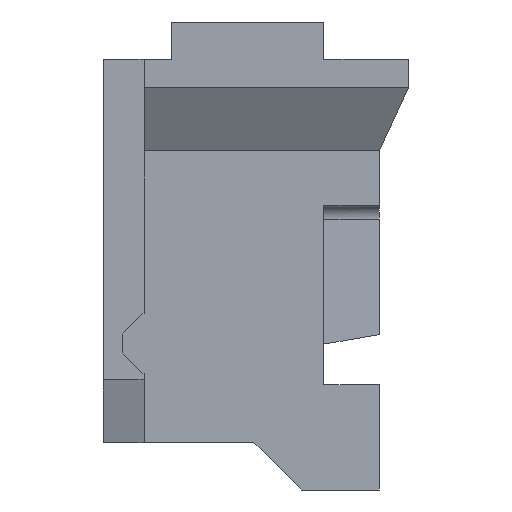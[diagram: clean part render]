
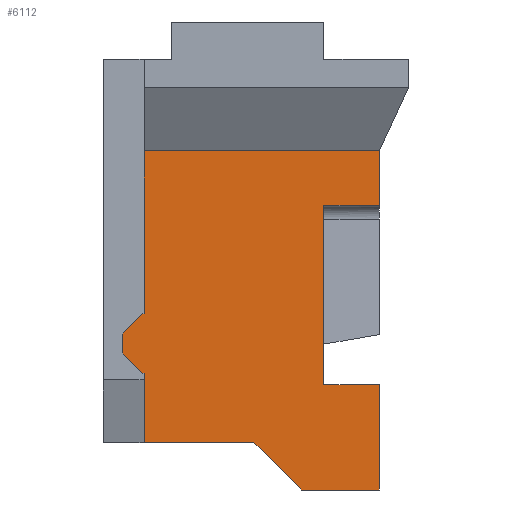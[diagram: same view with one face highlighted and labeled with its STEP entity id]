
A CAD part, left-side view. The second image highlights one B-rep face of the part: STEP entity #6112.
In plain terms, the highlighted planar face has unit normal (-1, 0, 0).
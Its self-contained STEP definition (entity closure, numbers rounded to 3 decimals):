
#266=ORIENTED_EDGE('',*,*,#2083,.F.);
#267=ORIENTED_EDGE('',*,*,#2084,.T.);
#268=ORIENTED_EDGE('',*,*,#2085,.T.);
#269=ORIENTED_EDGE('',*,*,#2076,.F.);
#270=ORIENTED_EDGE('',*,*,#2086,.F.);
#271=ORIENTED_EDGE('',*,*,#2087,.F.);
#272=ORIENTED_EDGE('',*,*,#2088,.T.);
#273=ORIENTED_EDGE('',*,*,#1995,.T.);
#274=ORIENTED_EDGE('',*,*,#2089,.F.);
#275=ORIENTED_EDGE('',*,*,#2090,.T.);
#276=ORIENTED_EDGE('',*,*,#2091,.T.);
#277=ORIENTED_EDGE('',*,*,#2023,.T.);
#278=ORIENTED_EDGE('',*,*,#2092,.F.);
#279=ORIENTED_EDGE('',*,*,#2080,.F.);
#280=ORIENTED_EDGE('',*,*,#2093,.F.);
#281=ORIENTED_EDGE('',*,*,#2094,.T.);
#1995=EDGE_CURVE('',#2899,#2905,#3493,.T.);
#2023=EDGE_CURVE('',#2931,#2865,#3521,.T.);
#2076=EDGE_CURVE('',#2979,#2980,#3562,.T.);
#2080=EDGE_CURVE('',#2983,#2984,#3566,.T.);
#2083=EDGE_CURVE('',#2986,#2987,#3569,.T.);
#2084=EDGE_CURVE('',#2986,#2988,#3570,.T.);
#2085=EDGE_CURVE('',#2988,#2980,#3571,.T.);
#2086=EDGE_CURVE('',#2989,#2979,#3572,.T.);
#2087=EDGE_CURVE('',#2990,#2989,#3573,.T.);
#2088=EDGE_CURVE('',#2990,#2899,#3574,.T.);
#2089=EDGE_CURVE('',#2991,#2905,#3575,.T.);
#2090=EDGE_CURVE('',#2991,#2992,#3576,.T.);
#2091=EDGE_CURVE('',#2992,#2931,#3577,.T.);
#2092=EDGE_CURVE('',#2984,#2865,#3578,.T.);
#2093=EDGE_CURVE('',#2993,#2983,#3579,.T.);
#2094=EDGE_CURVE('',#2993,#2987,#3580,.T.);
#2865=VERTEX_POINT('',#8469);
#2899=VERTEX_POINT('',#8543);
#2905=VERTEX_POINT('',#8555);
#2931=VERTEX_POINT('',#8614);
#2979=VERTEX_POINT('',#8716);
#2980=VERTEX_POINT('',#8718);
#2983=VERTEX_POINT('',#8724);
#2984=VERTEX_POINT('',#8726);
#2986=VERTEX_POINT('',#8732);
#2987=VERTEX_POINT('',#8733);
#2988=VERTEX_POINT('',#8735);
#2989=VERTEX_POINT('',#8738);
#2990=VERTEX_POINT('',#8740);
#2991=VERTEX_POINT('',#8743);
#2992=VERTEX_POINT('',#8745);
#2993=VERTEX_POINT('',#8749);
#3493=LINE('',#8556,#4371);
#3521=LINE('',#8613,#4399);
#3562=LINE('',#8717,#4440);
#3566=LINE('',#8725,#4444);
#3569=LINE('',#8731,#4447);
#3570=LINE('',#8734,#4448);
#3571=LINE('',#8736,#4449);
#3572=LINE('',#8737,#4450);
#3573=LINE('',#8739,#4451);
#3574=LINE('',#8741,#4452);
#3575=LINE('',#8742,#4453);
#3576=LINE('',#8744,#4454);
#3577=LINE('',#8746,#4455);
#3578=LINE('',#8747,#4456);
#3579=LINE('',#8748,#4457);
#3580=LINE('',#8750,#4458);
#4371=VECTOR('',#6893,1000.);
#4399=VECTOR('',#6929,1000.);
#4440=VECTOR('',#6998,1000.);
#4444=VECTOR('',#7002,1000.);
#4447=VECTOR('',#7007,1000.);
#4448=VECTOR('',#7008,1000.);
#4449=VECTOR('',#7009,1000.);
#4450=VECTOR('',#7010,1000.);
#4451=VECTOR('',#7011,1000.);
#4452=VECTOR('',#7012,1000.);
#4453=VECTOR('',#7013,1000.);
#4454=VECTOR('',#7014,1000.);
#4455=VECTOR('',#7015,1000.);
#4456=VECTOR('',#7016,1000.);
#4457=VECTOR('',#7017,1000.);
#4458=VECTOR('',#7018,1000.);
#5170=EDGE_LOOP('',(#266,#267,#268,#269,#270,#271,#272,#273,#274,#275,#276,
#277,#278,#279,#280,#281));
#5490=FACE_BOUND('',#5170,.T.);
#5810=PLANE('',#6453);
#6112=ADVANCED_FACE('',(#5490),#5810,.F.);
#6453=AXIS2_PLACEMENT_3D('',#8730,#7005,#7006);
#6893=DIRECTION('',(0.,0.,1.));
#6929=DIRECTION('',(0.,0.,1.));
#6998=DIRECTION('',(0.,0.,1.));
#7002=DIRECTION('',(0.,0.,1.));
#7005=DIRECTION('',(1.,0.,0.));
#7006=DIRECTION('',(0.,0.,-1.));
#7007=DIRECTION('',(0.,0.,1.));
#7008=DIRECTION('',(0.,-0.707,-0.707));
#7009=DIRECTION('',(0.,-1.,0.));
#7010=DIRECTION('',(0.,1.,0.));
#7011=DIRECTION('',(0.,0.707,0.707));
#7012=DIRECTION('',(0.,-1.,0.));
#7013=DIRECTION('',(0.,-1.,0.));
#7014=DIRECTION('',(0.,0.,1.));
#7015=DIRECTION('',(0.,-1.,0.));
#7016=DIRECTION('',(0.,-1.,0.));
#7017=DIRECTION('',(0.,-1.,0.));
#7018=DIRECTION('',(0.,0.707,-0.707));
#8469=CARTESIAN_POINT('',(-6.3,-1.52,1.2));
#8543=CARTESIAN_POINT('',(-6.3,-1.52,-3.8));
#8555=CARTESIAN_POINT('',(-6.3,-1.52,-2.25));
#8556=CARTESIAN_POINT('',(-6.3,-1.52,-3.8));
#8613=CARTESIAN_POINT('',(-6.3,-1.52,-3.8));
#8614=CARTESIAN_POINT('',(-6.3,-1.52,0.395));
#8716=CARTESIAN_POINT('',(-6.3,1.95,-3.1));
#8717=CARTESIAN_POINT('',(-6.3,1.95,-3.1));
#8718=CARTESIAN_POINT('',(-6.3,1.95,-2.08));
#8724=CARTESIAN_POINT('',(-6.3,1.95,-1.2));
#8725=CARTESIAN_POINT('',(-6.3,1.95,-3.1));
#8726=CARTESIAN_POINT('',(-6.3,1.95,1.2));
#8730=CARTESIAN_POINT('',(-6.3,14.308,-3.8));
#8731=CARTESIAN_POINT('',(-6.3,2.27,-2.08));
#8732=CARTESIAN_POINT('',(-6.3,2.27,-1.78));
#8733=CARTESIAN_POINT('',(-6.3,2.27,-1.5));
#8734=CARTESIAN_POINT('',(-6.3,2.27,-1.78));
#8735=CARTESIAN_POINT('',(-6.3,1.97,-2.08));
#8736=CARTESIAN_POINT('',(-6.3,2.27,-2.08));
#8737=CARTESIAN_POINT('',(-6.3,0.33,-3.1));
#8738=CARTESIAN_POINT('',(-6.3,0.33,-3.1));
#8739=CARTESIAN_POINT('',(-6.3,-0.37,-3.8));
#8740=CARTESIAN_POINT('',(-6.3,-0.37,-3.8));
#8741=CARTESIAN_POINT('',(-6.3,14.308,-3.8));
#8742=CARTESIAN_POINT('',(-6.3,-0.7,-2.25));
#8743=CARTESIAN_POINT('',(-6.3,-0.7,-2.25));
#8744=CARTESIAN_POINT('',(-6.3,-0.7,-2.25));
#8745=CARTESIAN_POINT('',(-6.3,-0.7,0.395));
#8746=CARTESIAN_POINT('',(-6.3,-0.7,0.395));
#8747=CARTESIAN_POINT('',(-6.3,14.308,1.2));
#8748=CARTESIAN_POINT('',(-6.3,2.27,-1.2));
#8749=CARTESIAN_POINT('',(-6.3,1.97,-1.2));
#8750=CARTESIAN_POINT('',(-6.3,2.27,-1.5));
